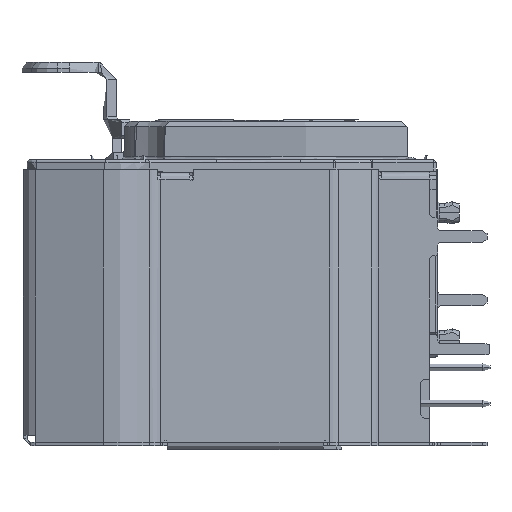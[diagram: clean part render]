
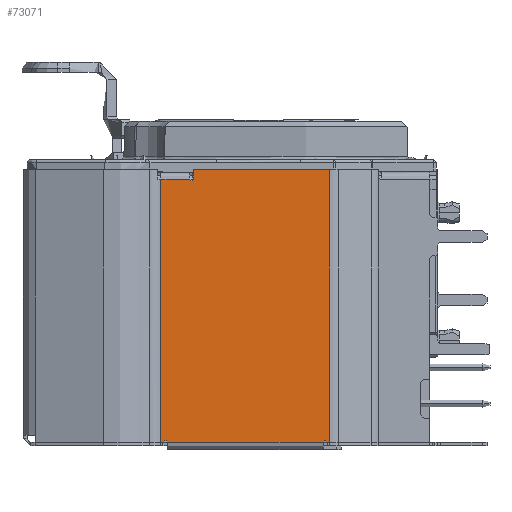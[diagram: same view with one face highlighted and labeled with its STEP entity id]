
A CAD part, left-side view. The second image highlights one B-rep face of the part: STEP entity #73071.
In plain terms, the highlighted planar face has unit normal (-1, 0, 0).
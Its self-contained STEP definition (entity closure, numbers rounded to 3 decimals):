
#17148=DIRECTION('',(0.,-1.,0.));
#17149=VECTOR('',#17148,2.025);
#17150=CARTESIAN_POINT('',(-11.25,6.85,-0.65));
#17151=LINE('',#17150,#17149);
#17329=DIRECTION('',(0.,1.,0.));
#17330=VECTOR('',#17329,0.2);
#17331=CARTESIAN_POINT('',(-11.25,6.65,-19.05));
#17332=LINE('',#17331,#17330);
#17345=DIRECTION('',(0.,1.,0.));
#17346=VECTOR('',#17345,0.211);
#17347=CARTESIAN_POINT('',(-11.25,-4.961,-19.05));
#17348=LINE('',#17347,#17346);
#17772=DIRECTION('',(0.,0.,1.));
#17773=VECTOR('',#17772,18.4);
#17774=CARTESIAN_POINT('',(-11.25,6.85,-19.05));
#17775=LINE('',#17774,#17773);
#17790=CARTESIAN_POINT('',(-11.25,-4.625,-19.05));
#17791=DIRECTION('',(-1.,0.,0.));
#17792=DIRECTION('',(0.,-1.,0.));
#17793=AXIS2_PLACEMENT_3D('',#17790,#17791,#17792);
#17795=CARTESIAN_POINT('',(-11.25,6.525,-19.05));
#17796=DIRECTION('',(1.,0.,0.));
#17797=DIRECTION('',(0.,1.,0.));
#17798=AXIS2_PLACEMENT_3D('',#17795,#17796,#17797);
#17800=CARTESIAN_POINT('',(-11.25,4.7,-0.65));
#17801=DIRECTION('',(1.,0.,0.));
#17802=DIRECTION('',(0.,-1.,0.));
#17803=AXIS2_PLACEMENT_3D('',#17800,#17801,#17802);
#17805=DIRECTION('',(0.,0.,-1.));
#17806=VECTOR('',#17805,0.65);
#17807=CARTESIAN_POINT('',(-11.25,4.575,0.));
#17808=LINE('',#17807,#17806);
#17853=DIRECTION('',(0.,-1.,0.));
#17854=VECTOR('',#17853,10.9);
#17855=CARTESIAN_POINT('',(-11.25,6.4,-19.05));
#17856=LINE('',#17855,#17854);
#18033=DIRECTION('',(0.,1.,0.));
#18034=VECTOR('',#18033,9.536);
#18035=CARTESIAN_POINT('',(-11.25,-4.961,0.));
#18036=LINE('',#18035,#18034);
#25036=DIRECTION('',(0.,0.,1.));
#25037=VECTOR('',#25036,19.05);
#25038=CARTESIAN_POINT('',(-11.25,-4.961,-19.05));
#25039=LINE('',#25038,#25037);
#43376=CARTESIAN_POINT('',(-11.25,6.85,-19.05));
#43378=VERTEX_POINT('',#43376);
#43380=CARTESIAN_POINT('',(-11.25,-4.961,0.));
#43382=VERTEX_POINT('',#43380);
#43577=CARTESIAN_POINT('',(-11.25,6.65,-19.05));
#43578=VERTEX_POINT('',#43577);
#43583=CARTESIAN_POINT('',(-11.25,-4.961,-19.05));
#43584=CARTESIAN_POINT('',(-11.25,-4.75,-19.05));
#43585=VERTEX_POINT('',#43583);
#43586=VERTEX_POINT('',#43584);
#43735=CARTESIAN_POINT('',(-11.25,6.85,-0.65));
#43736=CARTESIAN_POINT('',(-11.25,4.825,-0.65));
#43737=VERTEX_POINT('',#43735);
#43738=VERTEX_POINT('',#43736);
#43995=CARTESIAN_POINT('',(-11.25,4.575,-0.65));
#43996=VERTEX_POINT('',#43995);
#43997=CARTESIAN_POINT('',(-11.25,4.575,0.));
#43998=VERTEX_POINT('',#43997);
#44047=CARTESIAN_POINT('',(-11.25,6.4,-19.05));
#44048=VERTEX_POINT('',#44047);
#44051=CARTESIAN_POINT('',(-11.25,-4.5,-19.05));
#44052=VERTEX_POINT('',#44051);
#73046=CARTESIAN_POINT('',(-11.25,-5.229,-19.05));
#73047=DIRECTION('',(1.,0.,0.));
#73048=DIRECTION('',(0.,1.,0.));
#73049=AXIS2_PLACEMENT_3D('',#73046,#73047,#73048);
#73050=PLANE('',#73049);
#73051=ORIENTED_EDGE('',*,*,#72279,.T.);
#73053=ORIENTED_EDGE('',*,*,#73052,.T.);
#73055=ORIENTED_EDGE('',*,*,#73054,.F.);
#73057=ORIENTED_EDGE('',*,*,#73056,.F.);
#73058=ORIENTED_EDGE('',*,*,#72264,.T.);
#73059=ORIENTED_EDGE('',*,*,#73038,.T.);
#73060=ORIENTED_EDGE('',*,*,#72028,.T.);
#73062=ORIENTED_EDGE('',*,*,#73061,.F.);
#73064=ORIENTED_EDGE('',*,*,#73063,.F.);
#73066=ORIENTED_EDGE('',*,*,#73065,.F.);
#73068=ORIENTED_EDGE('',*,*,#73067,.F.);
#73069=EDGE_LOOP('',(#73051,#73053,#73055,#73057,#73058,#73059,#73060,#73062,
#73064,#73066,#73068));
#73070=FACE_OUTER_BOUND('',#73069,.F.);
#73071=ADVANCED_FACE('',(#73070),#73050,.F.);
#17794=CIRCLE('',#17793,0.125);
#17799=CIRCLE('',#17798,0.125);
#17804=CIRCLE('',#17803,0.125);
#72028=EDGE_CURVE('',#43737,#43738,#17151,.T.);
#72264=EDGE_CURVE('',#43578,#43378,#17332,.T.);
#72279=EDGE_CURVE('',#43585,#43586,#17348,.T.);
#73038=EDGE_CURVE('',#43378,#43737,#17775,.T.);
#73052=EDGE_CURVE('',#43586,#44052,#17794,.T.);
#73054=EDGE_CURVE('',#44048,#44052,#17856,.T.);
#73056=EDGE_CURVE('',#43578,#44048,#17799,.T.);
#73061=EDGE_CURVE('',#43996,#43738,#17804,.T.);
#73063=EDGE_CURVE('',#43998,#43996,#17808,.T.);
#73065=EDGE_CURVE('',#43382,#43998,#18036,.T.);
#73067=EDGE_CURVE('',#43585,#43382,#25039,.T.);
